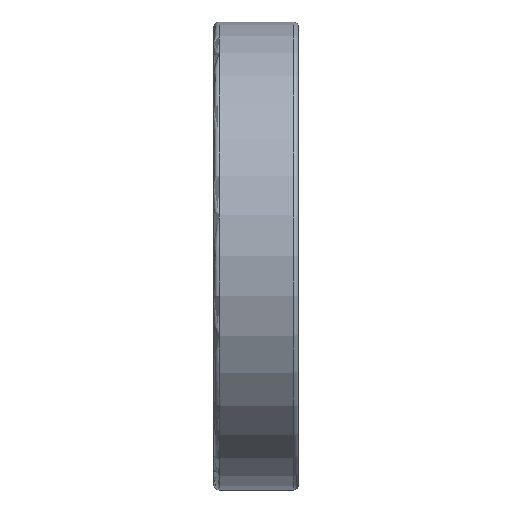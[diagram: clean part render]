
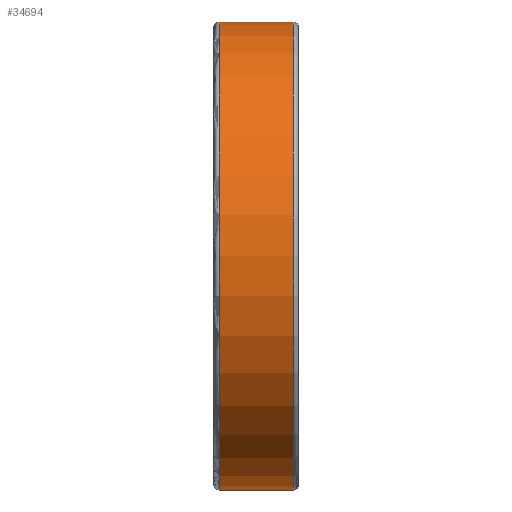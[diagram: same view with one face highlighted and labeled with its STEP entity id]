
A CAD part, top view. The second image highlights one B-rep face of the part: STEP entity #34694.
In plain terms, the highlighted cylindrical face has radius 50 mm (diameter 100 mm), a partial arc.
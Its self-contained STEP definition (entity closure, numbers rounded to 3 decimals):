
#24389=DIRECTION('',(-1.,0.,0.));
#24390=VECTOR('',#24389,15.9);
#24391=CARTESIAN_POINT('',(8.,50.,0.));
#24392=LINE('',#24391,#24390);
#24396=DIRECTION('',(-1.,0.,0.));
#24397=VECTOR('',#24396,15.9);
#24398=CARTESIAN_POINT('',(8.,-50.,0.));
#24399=LINE('',#24398,#24397);
#24411=CARTESIAN_POINT('',(8.,0.,0.));
#24412=DIRECTION('',(1.,0.,0.));
#24413=DIRECTION('',(0.,1.,0.));
#24414=AXIS2_PLACEMENT_3D('',#24411,#24412,#24413);
#24419=CARTESIAN_POINT('',(-7.9,0.,0.));
#24420=DIRECTION('',(1.,0.,0.));
#24421=DIRECTION('',(0.,1.,0.));
#24422=AXIS2_PLACEMENT_3D('',#24419,#24420,#24421);
#31572=CARTESIAN_POINT('',(8.,50.,0.));
#31573=CARTESIAN_POINT('',(-7.9,50.,0.));
#31574=VERTEX_POINT('',#31572);
#31575=VERTEX_POINT('',#31573);
#31584=CARTESIAN_POINT('',(8.,-50.,0.));
#31585=CARTESIAN_POINT('',(-7.9,-50.,0.));
#31586=VERTEX_POINT('',#31584);
#31587=VERTEX_POINT('',#31585);
#34682=CARTESIAN_POINT('',(-9.9,0.,0.));
#34683=DIRECTION('',(1.,0.,0.));
#34684=DIRECTION('',(0.,-1.,0.));
#34685=AXIS2_PLACEMENT_3D('',#34682,#34683,#34684);
#34686=CYLINDRICAL_SURFACE('',#34685,50.);
#34687=ORIENTED_EDGE('',*,*,#34672,.F.);
#34688=ORIENTED_EDGE('',*,*,#34649,.T.);
#34689=ORIENTED_EDGE('',*,*,#34676,.T.);
#34691=ORIENTED_EDGE('',*,*,#34690,.F.);
#34692=EDGE_LOOP('',(#34687,#34688,#34689,#34691));
#34693=FACE_OUTER_BOUND('',#34692,.F.);
#24415=CIRCLE('',#24414,50.);
#24423=CIRCLE('',#24422,50.);
#34649=EDGE_CURVE('',#31574,#31586,#24415,.T.);
#34672=EDGE_CURVE('',#31574,#31575,#24392,.T.);
#34676=EDGE_CURVE('',#31586,#31587,#24399,.T.);
#34690=EDGE_CURVE('',#31575,#31587,#24423,.T.);
#34694=ADVANCED_FACE('',(#34693),#34686,.T.);
